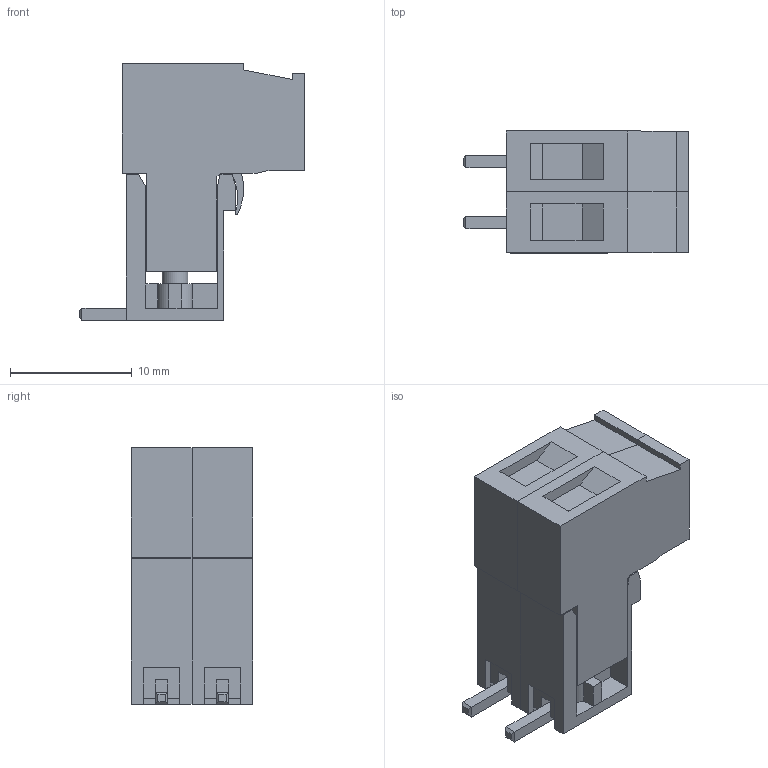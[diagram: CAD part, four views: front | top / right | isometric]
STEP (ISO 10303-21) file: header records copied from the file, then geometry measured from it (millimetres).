
FILE_DESCRIPTION(('FreeCAD Model'),'2;1');
FILE_NAME('MSTBA2_H_2.stp', '2019-11-17T17:40:04',('Author'),(''), 'Open CASCADE STEP processor 7.3','FreeCAD','Unknown');
FILE_SCHEMA(('AUTOMOTIVE_DESIGN { 1 0 10303 214 1 1 1 1 }'));
Length unit declared in the file: millimetre
Products named in the file (3): Array; Array001; Array002
Bounding box: 18.5 x 10 x 21.1 mm (x, y, z)
Volume: 2066.2 mm3; surface area: 2403 mm2
Topology: 6 solids, 6 shells, 224 faces, 566 edges, 360 vertices
Faces by surface type: plane 204, cylinder 18, bspline 2
Full cylindrical faces by diameter (mm): 2.13 x2, 4 x2
Entity records: 15252 total; most frequent: CARTESIAN_POINT 3831, DIRECTION 2052, LINE 1490, VECTOR 1490, ORIENTED_EDGE 1148, PCURVE 1132, DEFINITIONAL_REPRESENTATION 1132, EDGE_CURVE 566
